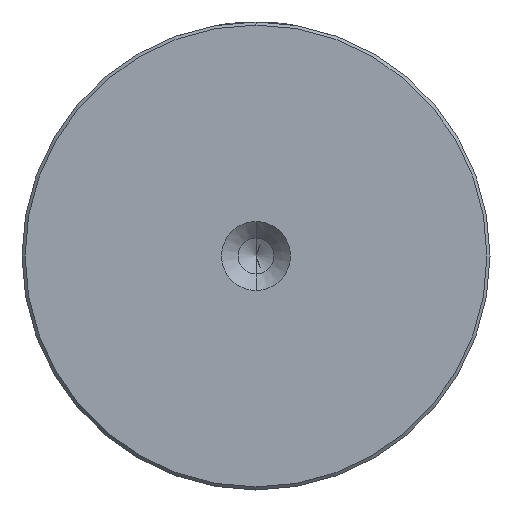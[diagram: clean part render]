
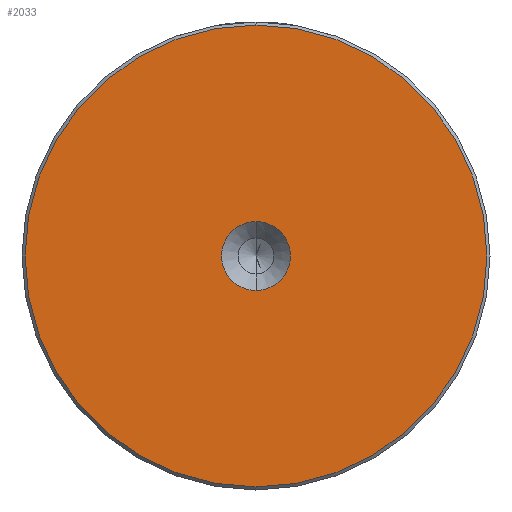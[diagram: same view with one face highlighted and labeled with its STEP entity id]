
A CAD part, left-side view. The second image highlights one B-rep face of the part: STEP entity #2033.
In plain terms, the highlighted planar face has unit normal (-1, 0, 0).
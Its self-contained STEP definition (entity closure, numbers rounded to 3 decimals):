
#33 = PLANE ( 'NONE',  #272 ) ;
#88 = CIRCLE ( 'NONE', #1536, 5.6 ) ;
#167 = EDGE_CURVE ( 'NONE', #833, #1721, #288, .T. ) ;
#244 = DIRECTION ( 'NONE',  ( 0., 0., 1. ) ) ;
#272 = AXIS2_PLACEMENT_3D ( 'NONE', #1259, #1453, #244 ) ;
#288 = CIRCLE ( 'NONE', #1424, 37.5 ) ;
#314 = VERTEX_POINT ( 'NONE', #865 ) ;
#383 = ORIENTED_EDGE ( 'NONE', *, *, #1395, .T. ) ;
#389 = EDGE_LOOP ( 'NONE', ( #462, #1634 ) ) ;
#439 = DIRECTION ( 'NONE',  ( -1., 0., 0. ) ) ;
#462 = ORIENTED_EDGE ( 'NONE', *, *, #1065, .F. ) ;
#573 = CARTESIAN_POINT ( 'NONE',  ( 0., 0., 0. ) ) ;
#622 = CIRCLE ( 'NONE', #744, 5.6 ) ;
#744 = AXIS2_PLACEMENT_3D ( 'NONE', #1167, #2485, #1367 ) ;
#778 = DIRECTION ( 'NONE',  ( 0., 0., 1. ) ) ;
#833 = VERTEX_POINT ( 'NONE', #1081 ) ;
#865 = CARTESIAN_POINT ( 'NONE',  ( 0., 0., 5.6 ) ) ;
#1005 = FACE_BOUND ( 'NONE', #389, .T. ) ;
#1048 = CIRCLE ( 'NONE', #1777, 37.5 ) ;
#1065 = EDGE_CURVE ( 'NONE', #314, #2388, #622, .T. ) ;
#1081 = CARTESIAN_POINT ( 'NONE',  ( 0., 0., 37.5 ) ) ;
#1106 = CARTESIAN_POINT ( 'NONE',  ( 0., 0., -5.6 ) ) ;
#1167 = CARTESIAN_POINT ( 'NONE',  ( 0., 0., 0. ) ) ;
#1259 = CARTESIAN_POINT ( 'NONE',  ( 0., 0., 0. ) ) ;
#1367 = DIRECTION ( 'NONE',  ( 0., 0., 1. ) ) ;
#1395 = EDGE_CURVE ( 'NONE', #1721, #833, #1048, .T. ) ;
#1424 = AXIS2_PLACEMENT_3D ( 'NONE', #2162, #2155, #2150 ) ;
#1446 = CARTESIAN_POINT ( 'NONE',  ( 0., 0., -37.5 ) ) ;
#1453 = DIRECTION ( 'NONE',  ( -1., 0., 0. ) ) ;
#1536 = AXIS2_PLACEMENT_3D ( 'NONE', #573, #1947, #778 ) ;
#1630 = CARTESIAN_POINT ( 'NONE',  ( 0., 0., 0. ) ) ;
#1634 = ORIENTED_EDGE ( 'NONE', *, *, #2528, .F. ) ;
#1650 = ORIENTED_EDGE ( 'NONE', *, *, #167, .T. ) ;
#1721 = VERTEX_POINT ( 'NONE', #1446 ) ;
#1777 = AXIS2_PLACEMENT_3D ( 'NONE', #1630, #439, #1827 ) ;
#1827 = DIRECTION ( 'NONE',  ( 0., 0., 1. ) ) ;
#1947 = DIRECTION ( 'NONE',  ( -1., 0., 0. ) ) ;
#2027 = FACE_OUTER_BOUND ( 'NONE', #2074, .T. ) ;
#2033 = ADVANCED_FACE ( 'NONE', ( #2027, #1005 ), #33, .T. ) ;
#2074 = EDGE_LOOP ( 'NONE', ( #383, #1650 ) ) ;
#2150 = DIRECTION ( 'NONE',  ( 0., 0., 1. ) ) ;
#2155 = DIRECTION ( 'NONE',  ( -1., 0., 0. ) ) ;
#2162 = CARTESIAN_POINT ( 'NONE',  ( 0., 0., 0. ) ) ;
#2388 = VERTEX_POINT ( 'NONE', #1106 ) ;
#2485 = DIRECTION ( 'NONE',  ( -1., 0., 0. ) ) ;
#2528 = EDGE_CURVE ( 'NONE', #2388, #314, #88, .T. ) ;
